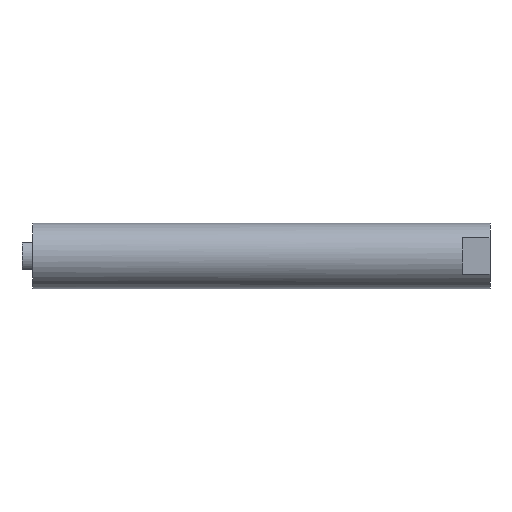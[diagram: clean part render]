
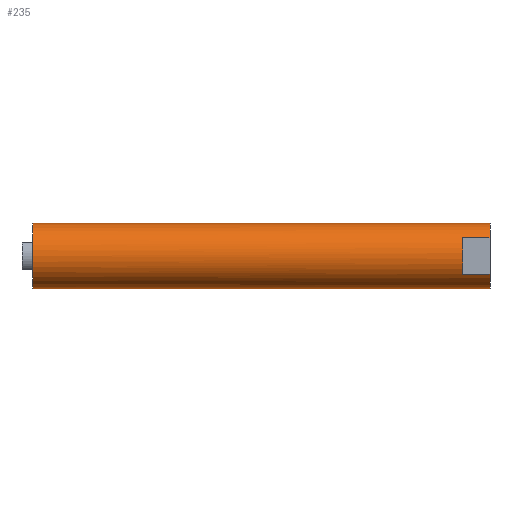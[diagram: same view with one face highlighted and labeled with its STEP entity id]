
A CAD part, left-side view. The second image highlights one B-rep face of the part: STEP entity #235.
In plain terms, the highlighted cylindrical face has radius 6 mm (diameter 12 mm), a partial arc.
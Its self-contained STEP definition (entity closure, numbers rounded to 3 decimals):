
#5 = EDGE_CURVE ( 'NONE', #169, #177, #1101, .T. ) ;
#8 = EDGE_CURVE ( 'NONE', #255, #160, #596, .T. ) ;
#10 = EDGE_CURVE ( 'NONE', #303, #268, #594, .T. ) ;
#11 = EDGE_CURVE ( 'NONE', #303, #255, #592, .T. ) ;
#47 = EDGE_CURVE ( 'NONE', #160, #177, #104, .T. ) ;
#49 = EDGE_CURVE ( 'NONE', #162, #169, #101, .T. ) ;
#101 = CIRCLE ( 'NONE', #377, 6. ) ;
#104 = CIRCLE ( 'NONE', #375, 6. ) ;
#160 = VERTEX_POINT ( 'NONE', #1226 ) ;
#162 = VERTEX_POINT ( 'NONE', #1193 ) ;
#169 = VERTEX_POINT ( 'NONE', #1169 ) ;
#177 = VERTEX_POINT ( 'NONE', #1178 ) ;
#178 = VERTEX_POINT ( 'NONE', #1156 ) ;
#235 = ADVANCED_FACE ( 'NONE', ( #1136 ), #858, .T. ) ;
#255 = VERTEX_POINT ( 'NONE', #845 ) ;
#263 = EDGE_LOOP ( 'NONE', ( #807, #771, #783, #796, #820, #808, #772, #784 ) ) ;
#268 = VERTEX_POINT ( 'NONE', #843 ) ;
#303 = VERTEX_POINT ( 'NONE', #1127 ) ;
#372 = AXIS2_PLACEMENT_3D ( 'NONE', #958, #934, #925 ) ;
#375 = AXIS2_PLACEMENT_3D ( 'NONE', #749, #747, #745 ) ;
#377 = AXIS2_PLACEMENT_3D ( 'NONE', #738, #736, #735 ) ;
#421 = AXIS2_PLACEMENT_3D ( 'NONE', #562, #563, #564 ) ;
#445 = AXIS2_PLACEMENT_3D ( 'NONE', #706, #683, #668 ) ;
#497 = CIRCLE ( 'NONE', #445, 6. ) ;
#501 = VECTOR ( 'NONE', #705, 1000. ) ;
#502 = LINE ( 'NONE', #660, #501 ) ;
#516 = EDGE_CURVE ( 'NONE', #162, #178, #502, .T. ) ;
#562 = CARTESIAN_POINT ( 'NONE',  ( 0., 0., 0. ) ) ;
#563 = DIRECTION ( 'NONE',  ( 0., -1., 0. ) ) ;
#564 = DIRECTION ( 'NONE',  ( 0., 0., -1. ) ) ;
#592 = CIRCLE ( 'NONE', #372, 6. ) ;
#594 = LINE ( 'NONE', #935, #604 ) ;
#596 = LINE ( 'NONE', #928, #606 ) ;
#604 = VECTOR ( 'NONE', #959, 1000. ) ;
#606 = VECTOR ( 'NONE', #939, 1000. ) ;
#660 = CARTESIAN_POINT ( 'NONE',  ( 0., 0., 6. ) ) ;
#668 = DIRECTION ( 'NONE',  ( 0., 0., -1. ) ) ;
#683 = DIRECTION ( 'NONE',  ( 0., -1., 0. ) ) ;
#705 = DIRECTION ( 'NONE',  ( 0., -1., 0. ) ) ;
#706 = CARTESIAN_POINT ( 'NONE',  ( 0., 0., 0. ) ) ;
#735 = DIRECTION ( 'NONE',  ( 0., 0., -1. ) ) ;
#736 = DIRECTION ( 'NONE',  ( 0., -1., 0. ) ) ;
#738 = CARTESIAN_POINT ( 'NONE',  ( 0., 84., 0. ) ) ;
#745 = DIRECTION ( 'NONE',  ( 0., 0., -1. ) ) ;
#747 = DIRECTION ( 'NONE',  ( 0., -1., 0. ) ) ;
#749 = CARTESIAN_POINT ( 'NONE',  ( 0., 0., 0. ) ) ;
#771 = ORIENTED_EDGE ( 'NONE', *, *, #49, .T. ) ;
#772 = ORIENTED_EDGE ( 'NONE', *, *, #10, .T. ) ;
#783 = ORIENTED_EDGE ( 'NONE', *, *, #5, .T. ) ;
#784 = ORIENTED_EDGE ( 'NONE', *, *, #923, .F. ) ;
#796 = ORIENTED_EDGE ( 'NONE', *, *, #47, .F. ) ;
#807 = ORIENTED_EDGE ( 'NONE', *, *, #516, .F. ) ;
#808 = ORIENTED_EDGE ( 'NONE', *, *, #11, .F. ) ;
#820 = ORIENTED_EDGE ( 'NONE', *, *, #8, .F. ) ;
#843 = CARTESIAN_POINT ( 'NONE',  ( -5., 0., 3.317 ) ) ;
#845 = CARTESIAN_POINT ( 'NONE',  ( -5., 5., -3.317 ) ) ;
#858 = CYLINDRICAL_SURFACE ( 'NONE', #421, 6. ) ;
#923 = EDGE_CURVE ( 'NONE', #178, #268, #497, .T. ) ;
#925 = DIRECTION ( 'NONE',  ( 0., 0., -1. ) ) ;
#928 = CARTESIAN_POINT ( 'NONE',  ( -5., 5., -3.317 ) ) ;
#934 = DIRECTION ( 'NONE',  ( 0., -1., 0. ) ) ;
#935 = CARTESIAN_POINT ( 'NONE',  ( -5., 5., 3.317 ) ) ;
#939 = DIRECTION ( 'NONE',  ( 0., -1., 0. ) ) ;
#940 = DIRECTION ( 'NONE',  ( 0., -1., 0. ) ) ;
#951 = CARTESIAN_POINT ( 'NONE',  ( 0., 0., -6. ) ) ;
#958 = CARTESIAN_POINT ( 'NONE',  ( 0., 5., 0. ) ) ;
#959 = DIRECTION ( 'NONE',  ( 0., -1., 0. ) ) ;
#1099 = VECTOR ( 'NONE', #940, 1000. ) ;
#1101 = LINE ( 'NONE', #951, #1099 ) ;
#1127 = CARTESIAN_POINT ( 'NONE',  ( -5., 5., 3.317 ) ) ;
#1136 = FACE_OUTER_BOUND ( 'NONE', #263, .T. ) ;
#1156 = CARTESIAN_POINT ( 'NONE',  ( 0., 0., 6. ) ) ;
#1169 = CARTESIAN_POINT ( 'NONE',  ( 0., 84., -6. ) ) ;
#1178 = CARTESIAN_POINT ( 'NONE',  ( 0., 0., -6. ) ) ;
#1193 = CARTESIAN_POINT ( 'NONE',  ( 0., 84., 6. ) ) ;
#1226 = CARTESIAN_POINT ( 'NONE',  ( -5., 0., -3.317 ) ) ;
